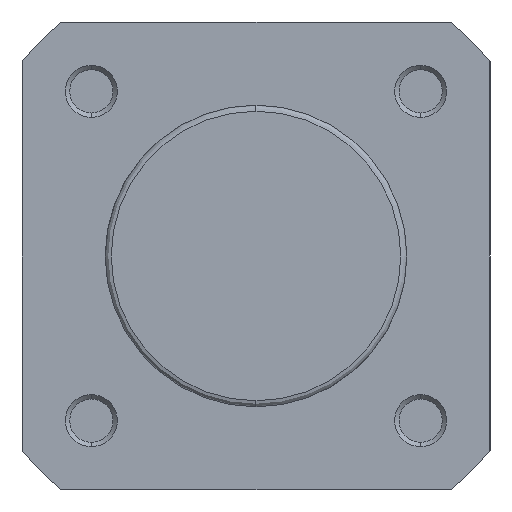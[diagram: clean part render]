
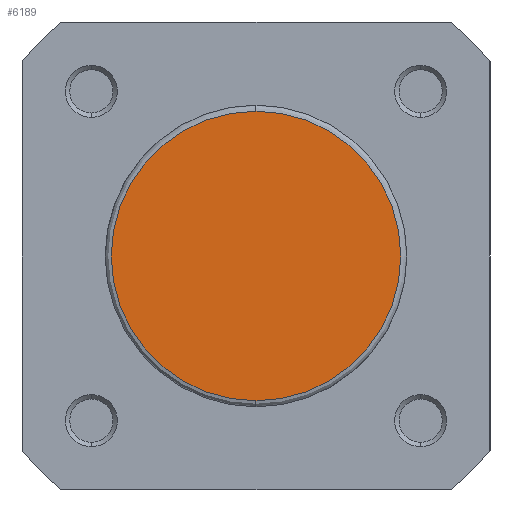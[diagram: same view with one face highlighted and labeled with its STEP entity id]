
A CAD part, left-side view. The second image highlights one B-rep face of the part: STEP entity #6189.
In plain terms, the highlighted planar face has unit normal (-1, 0, 0).
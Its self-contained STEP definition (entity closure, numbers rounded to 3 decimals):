
#1 = ORIENTED_EDGE ( 'NONE', *, *, #6071, .T. ) ;
#4 = ORIENTED_EDGE ( 'NONE', *, *, #6007, .T. ) ;
#228 = CARTESIAN_POINT ( 'NONE',  ( 0., 0., 0. ) ) ;
#229 = DIRECTION ( 'NONE',  ( -1., 0., 0. ) ) ;
#230 = DIRECTION ( 'NONE',  ( 0., 0., 1. ) ) ;
#381 = CARTESIAN_POINT ( 'NONE',  ( 0., 0., 0. ) ) ;
#388 = DIRECTION ( 'NONE',  ( -1., 0., 0. ) ) ;
#389 = DIRECTION ( 'NONE',  ( 0., 0., 1. ) ) ;
#762 = CARTESIAN_POINT ( 'NONE',  ( 0., -17.4, 0. ) ) ;
#763 = PLANE ( 'NONE',  #3209 ) ;
#765 = DIRECTION ( 'NONE',  ( -1., 0., 0. ) ) ;
#766 = DIRECTION ( 'NONE',  ( 0., 0., 1. ) ) ;
#1249 = FACE_OUTER_BOUND ( 'NONE', #5309, .T. ) ;
#1790 = VERTEX_POINT ( 'NONE', #2134 ) ;
#1792 = VERTEX_POINT ( 'NONE', #2136 ) ;
#2134 = CARTESIAN_POINT ( 'NONE',  ( 0., 0., 16.7 ) ) ;
#2136 = CARTESIAN_POINT ( 'NONE',  ( 0., 0., -16.7 ) ) ;
#3083 = AXIS2_PLACEMENT_3D ( 'NONE', #228, #229, #230 ) ;
#3114 = AXIS2_PLACEMENT_3D ( 'NONE', #381, #388, #389 ) ;
#3209 = AXIS2_PLACEMENT_3D ( 'NONE', #762, #765, #766 ) ;
#4285 = CIRCLE ( 'NONE', #3083, 16.7 ) ;
#4379 = CIRCLE ( 'NONE', #3114, 16.7 ) ;
#5309 = EDGE_LOOP ( 'NONE', ( #4, #1 ) ) ;
#6007 = EDGE_CURVE ( 'NONE', #1790, #1792, #4285, .T. ) ;
#6071 = EDGE_CURVE ( 'NONE', #1792, #1790, #4379, .T. ) ;
#6189 = ADVANCED_FACE ( 'NONE', ( #1249 ), #763, .T. ) ;
